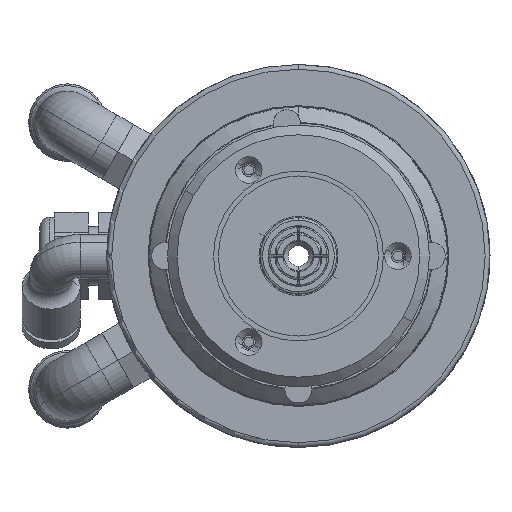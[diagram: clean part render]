
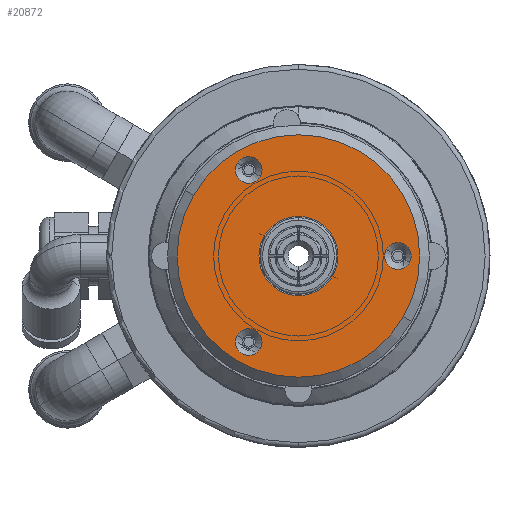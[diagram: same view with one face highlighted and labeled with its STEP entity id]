
A CAD part, left-side view. The second image highlights one B-rep face of the part: STEP entity #20872.
In plain terms, the highlighted planar face has unit normal (-1, 0, 0).
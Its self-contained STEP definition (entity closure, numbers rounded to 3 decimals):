
#188 = DIRECTION ( 'NONE',  ( 0., 0., 1. ) ) ;
#257 = AXIS2_PLACEMENT_3D ( 'NONE', #19711, #15894, #2793 ) ;
#262 = FACE_BOUND ( 'NONE', #9032, .T. ) ;
#278 = DIRECTION ( 'NONE',  ( 0., 0., 1. ) ) ;
#354 = AXIS2_PLACEMENT_3D ( 'NONE', #10896, #10815, #6870 ) ;
#391 = CARTESIAN_POINT ( 'NONE',  ( 0., -10.25, -17.754 ) ) ;
#443 = EDGE_LOOP ( 'NONE', ( #7461, #2985 ) ) ;
#694 = AXIS2_PLACEMENT_3D ( 'NONE', #15500, #9769, #17223 ) ;
#1013 = AXIS2_PLACEMENT_3D ( 'NONE', #20192, #12751, #1529 ) ;
#1464 = EDGE_CURVE ( 'NONE', #11681, #15966, #20321, .T. ) ;
#1529 = DIRECTION ( 'NONE',  ( 0., 0., 1. ) ) ;
#1858 = CARTESIAN_POINT ( 'NONE',  ( 0., 20.5, 2.75 ) ) ;
#2068 = DIRECTION ( 'NONE',  ( 0., 0., 1. ) ) ;
#2075 = FACE_BOUND ( 'NONE', #22833, .T. ) ;
#2199 = AXIS2_PLACEMENT_3D ( 'NONE', #23943, #18614, #5284 ) ;
#2383 = ORIENTED_EDGE ( 'NONE', *, *, #3060, .F. ) ;
#2555 = EDGE_CURVE ( 'NONE', #5066, #5120, #19424, .T. ) ;
#2793 = DIRECTION ( 'NONE',  ( 0., 0., 1. ) ) ;
#2985 = ORIENTED_EDGE ( 'NONE', *, *, #2555, .T. ) ;
#3060 = EDGE_CURVE ( 'NONE', #3449, #16121, #23737, .T. ) ;
#3449 = VERTEX_POINT ( 'NONE', #7247 ) ;
#3510 = CIRCLE ( 'NONE', #20595, 2.75 ) ;
#3728 = EDGE_CURVE ( 'NONE', #17620, #4229, #12076, .T. ) ;
#4229 = VERTEX_POINT ( 'NONE', #14128 ) ;
#4421 = EDGE_LOOP ( 'NONE', ( #11777, #5175 ) ) ;
#5066 = VERTEX_POINT ( 'NONE', #13929 ) ;
#5120 = VERTEX_POINT ( 'NONE', #13850 ) ;
#5175 = ORIENTED_EDGE ( 'NONE', *, *, #3728, .F. ) ;
#5284 = DIRECTION ( 'NONE',  ( 0., 0., 1. ) ) ;
#5468 = AXIS2_PLACEMENT_3D ( 'NONE', #391, #19189, #13314 ) ;
#5880 = CIRCLE ( 'NONE', #22437, 2.75 ) ;
#5892 = CARTESIAN_POINT ( 'NONE',  ( 0., -10.25, -17.754 ) ) ;
#6870 = DIRECTION ( 'NONE',  ( 0., 0., 1. ) ) ;
#7247 = CARTESIAN_POINT ( 'NONE',  ( 0., -10.25, 20.504 ) ) ;
#7461 = ORIENTED_EDGE ( 'NONE', *, *, #23914, .T. ) ;
#8113 = ORIENTED_EDGE ( 'NONE', *, *, #10723, .F. ) ;
#8196 = CIRCLE ( 'NONE', #354, 8.15 ) ;
#8321 = VERTEX_POINT ( 'NONE', #20757 ) ;
#8404 = AXIS2_PLACEMENT_3D ( 'NONE', #22211, #22117, #11035 ) ;
#8500 = FACE_BOUND ( 'NONE', #13727, .T. ) ;
#9032 = EDGE_LOOP ( 'NONE', ( #18183, #14770 ) ) ;
#9432 = DIRECTION ( 'NONE',  ( 1., 0., 0. ) ) ;
#9595 = EDGE_CURVE ( 'NONE', #22961, #8321, #5880, .T. ) ;
#9769 = DIRECTION ( 'NONE',  ( -1., 0., 0. ) ) ;
#10121 = CARTESIAN_POINT ( 'NONE',  ( 0., -10.25, -20.504 ) ) ;
#10368 = EDGE_CURVE ( 'NONE', #4229, #17620, #8196, .T. ) ;
#10723 = EDGE_CURVE ( 'NONE', #15966, #11681, #3510, .T. ) ;
#10815 = DIRECTION ( 'NONE',  ( -1., 0., 0. ) ) ;
#10862 = FACE_OUTER_BOUND ( 'NONE', #443, .T. ) ;
#10896 = CARTESIAN_POINT ( 'NONE',  ( 0., 0., 0. ) ) ;
#11035 = DIRECTION ( 'NONE',  ( 0., 0., 1. ) ) ;
#11337 = CIRCLE ( 'NONE', #694, 25. ) ;
#11454 = FACE_BOUND ( 'NONE', #4421, .T. ) ;
#11681 = VERTEX_POINT ( 'NONE', #12548 ) ;
#11777 = ORIENTED_EDGE ( 'NONE', *, *, #10368, .F. ) ;
#12076 = CIRCLE ( 'NONE', #2199, 8.15 ) ;
#12371 = AXIS2_PLACEMENT_3D ( 'NONE', #17128, #24260, #2068 ) ;
#12548 = CARTESIAN_POINT ( 'NONE',  ( 0., -10.25, -15.004 ) ) ;
#12751 = DIRECTION ( 'NONE',  ( -1., 0., 0. ) ) ;
#13086 = CARTESIAN_POINT ( 'NONE',  ( 0., 8.15, 0. ) ) ;
#13314 = DIRECTION ( 'NONE',  ( 0., 0., 1. ) ) ;
#13392 = EDGE_CURVE ( 'NONE', #8321, #22961, #13738, .T. ) ;
#13727 = EDGE_LOOP ( 'NONE', ( #2383, #17689 ) ) ;
#13738 = CIRCLE ( 'NONE', #1013, 2.75 ) ;
#13850 = CARTESIAN_POINT ( 'NONE',  ( 0., 0., -25. ) ) ;
#13929 = CARTESIAN_POINT ( 'NONE',  ( 0., 0., 25. ) ) ;
#14128 = CARTESIAN_POINT ( 'NONE',  ( 0., 0., 8.15 ) ) ;
#14520 = AXIS2_PLACEMENT_3D ( 'NONE', #13086, #9432, #15218 ) ;
#14770 = ORIENTED_EDGE ( 'NONE', *, *, #13392, .F. ) ;
#15218 = DIRECTION ( 'NONE',  ( 0., 0., -1. ) ) ;
#15500 = CARTESIAN_POINT ( 'NONE',  ( 0., 0., 0. ) ) ;
#15738 = CARTESIAN_POINT ( 'NONE',  ( 0., 0., -8.15 ) ) ;
#15894 = DIRECTION ( 'NONE',  ( -1., 0., 0. ) ) ;
#15966 = VERTEX_POINT ( 'NONE', #10121 ) ;
#16121 = VERTEX_POINT ( 'NONE', #19839 ) ;
#17128 = CARTESIAN_POINT ( 'NONE',  ( 0., -10.25, 17.754 ) ) ;
#17223 = DIRECTION ( 'NONE',  ( 0., 0., 1. ) ) ;
#17250 = CIRCLE ( 'NONE', #8404, 2.75 ) ;
#17620 = VERTEX_POINT ( 'NONE', #15738 ) ;
#17689 = ORIENTED_EDGE ( 'NONE', *, *, #22515, .F. ) ;
#18183 = ORIENTED_EDGE ( 'NONE', *, *, #9595, .F. ) ;
#18614 = DIRECTION ( 'NONE',  ( -1., 0., 0. ) ) ;
#19156 = DIRECTION ( 'NONE',  ( -1., 0., 0. ) ) ;
#19189 = DIRECTION ( 'NONE',  ( -1., 0., 0. ) ) ;
#19424 = CIRCLE ( 'NONE', #257, 25. ) ;
#19711 = CARTESIAN_POINT ( 'NONE',  ( 0., 0., 0. ) ) ;
#19839 = CARTESIAN_POINT ( 'NONE',  ( 0., -10.25, 15.004 ) ) ;
#20192 = CARTESIAN_POINT ( 'NONE',  ( 0., 20.5, 0. ) ) ;
#20321 = CIRCLE ( 'NONE', #5468, 2.75 ) ;
#20521 = CARTESIAN_POINT ( 'NONE',  ( 0., 20.5, 0. ) ) ;
#20580 = PLANE ( 'NONE',  #14520 ) ;
#20595 = AXIS2_PLACEMENT_3D ( 'NONE', #5892, #20833, #188 ) ;
#20757 = CARTESIAN_POINT ( 'NONE',  ( 0., 20.5, -2.75 ) ) ;
#20833 = DIRECTION ( 'NONE',  ( -1., 0., 0. ) ) ;
#20872 = ADVANCED_FACE ( 'NONE', ( #2075, #8500, #11454, #10862, #262 ), #20580, .F. ) ;
#21972 = ORIENTED_EDGE ( 'NONE', *, *, #1464, .F. ) ;
#22117 = DIRECTION ( 'NONE',  ( -1., 0., 0. ) ) ;
#22211 = CARTESIAN_POINT ( 'NONE',  ( 0., -10.25, 17.754 ) ) ;
#22437 = AXIS2_PLACEMENT_3D ( 'NONE', #20521, #19156, #278 ) ;
#22515 = EDGE_CURVE ( 'NONE', #16121, #3449, #17250, .T. ) ;
#22833 = EDGE_LOOP ( 'NONE', ( #21972, #8113 ) ) ;
#22961 = VERTEX_POINT ( 'NONE', #1858 ) ;
#23737 = CIRCLE ( 'NONE', #12371, 2.75 ) ;
#23914 = EDGE_CURVE ( 'NONE', #5120, #5066, #11337, .T. ) ;
#23943 = CARTESIAN_POINT ( 'NONE',  ( 0., 0., 0. ) ) ;
#24260 = DIRECTION ( 'NONE',  ( -1., 0., 0. ) ) ;
